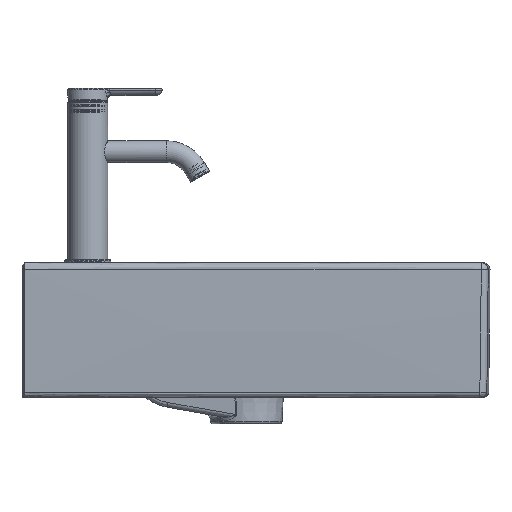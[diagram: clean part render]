
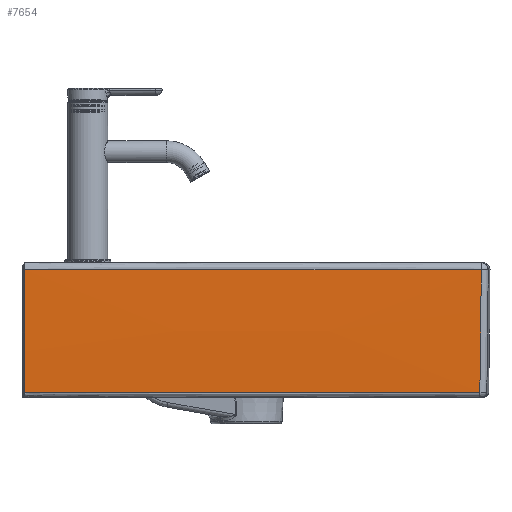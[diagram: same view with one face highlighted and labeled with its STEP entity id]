
A CAD part, front view. The second image highlights one B-rep face of the part: STEP entity #7654.
In plain terms, the highlighted free-form (B-spline) face has degree [3, 2] with [4, 3] control points.
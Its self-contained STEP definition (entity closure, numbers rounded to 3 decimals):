
#6977=CARTESIAN_POINT('',(2.7,-298.117,-130.105));
#6978=VERTEX_POINT('',#6977);
#6995=CARTESIAN_POINT('',(459.923,-298.142,-130.105));
#6996=VERTEX_POINT('',#6995);
#7004=CARTESIAN_POINT('',(2.7,-298.117,-130.105));
#7005=CARTESIAN_POINT('',(155.106,-298.822,-130.105));
#7006=CARTESIAN_POINT('',(307.517,-298.831,-130.105));
#7007=CARTESIAN_POINT('',(459.923,-298.142,-130.105));
#7008=B_SPLINE_CURVE_WITH_KNOTS('',3,(#7004,#7005,#7006,#7007),.UNSPECIFIED.,.F.,.U.,(4,4),(136.372,782.951),.UNSPECIFIED.);
#7009=EDGE_CURVE('',#6996,#6978,#7008,.F.);
#7606=CARTESIAN_POINT('',(461.282,-299.972,-7.061));
#7607=CARTESIAN_POINT('',(308.422,-300.667,-7.062));
#7608=CARTESIAN_POINT('',(155.559,-300.661,-7.062));
#7609=CARTESIAN_POINT('',(2.7,-299.953,-7.061));
#7610=CARTESIAN_POINT('',(461.282,-299.433,-68.589));
#7611=CARTESIAN_POINT('',(308.422,-300.127,-68.594));
#7612=CARTESIAN_POINT('',(155.559,-300.121,-68.594));
#7613=CARTESIAN_POINT('',(2.7,-299.414,-68.589));
#7614=CARTESIAN_POINT('',(461.282,-298.136,-130.106));
#7615=CARTESIAN_POINT('',(308.422,-298.831,-130.115));
#7616=CARTESIAN_POINT('',(155.559,-298.824,-130.115));
#7617=CARTESIAN_POINT('',(2.7,-298.117,-130.105));
#7625=(BOUNDED_SURFACE()B_SPLINE_SURFACE(3,2,((#7606,#7610,#7614),(#7607,#7611,#7615),(#7608,#7612,#7616),(#7609,#7613,#7617)),.SURF_OF_REVOLUTION.,.F.,.F.,.U.)B_SPLINE_SURFACE_WITH_KNOTS((4,4),(3,3),(78312.634,78771.217),(0.0,1.0),.UNSPECIFIED.)GEOMETRIC_REPRESENTATION_ITEM()RATIONAL_B_SPLINE_SURFACE(((1.0,1.,1.0),(1.0,1.,1.0),(1.0,1.,1.0),(1.0,1.,1.0)))REPRESENTATION_ITEM('')SURFACE());
#7626=CARTESIAN_POINT('',(461.282,-299.972,-7.061));
#7627=VERTEX_POINT('',#7626);
#7628=CARTESIAN_POINT('',(2.7,-299.953,-7.061));
#7629=VERTEX_POINT('',#7628);
#7630=CARTESIAN_POINT('',(2.7,-299.953,-7.061));
#7631=CARTESIAN_POINT('',(155.559,-300.661,-7.061));
#7632=CARTESIAN_POINT('',(308.422,-300.667,-7.061));
#7633=CARTESIAN_POINT('',(461.282,-299.972,-7.061));
#7634=B_SPLINE_CURVE_WITH_KNOTS('',3,(#7630,#7631,#7632,#7633),.UNSPECIFIED.,.F.,.U.,(4,4),(132.23,780.717),.UNSPECIFIED.);
#7635=EDGE_CURVE('',#7627,#7629,#7634,.F.);
#7636=ORIENTED_EDGE('',*,*,#7635,.T.);
#7637=CARTESIAN_POINT('',(2.7,9699.675,80.629));
#7638=DIRECTION('',(-1.0,0.0,0.0));
#7639=DIRECTION('',(0.0,1.0,0.0));
#7640=AXIS2_PLACEMENT_3D('',#7637,#7638,#7639);
#7641=CIRCLE('',#7640,10000.013);
#7642=EDGE_CURVE('',#6978,#7629,#7641,.T.);
#7643=ORIENTED_EDGE('',*,*,#7642,.F.);
#7644=ORIENTED_EDGE('',*,*,#7009,.F.);
#7645=CARTESIAN_POINT('',(-4561.831,4761.645,62.126));
#7646=DIRECTION('',(-0.71,-0.704,-0.003));
#7647=DIRECTION('',(0.704,-0.71,-0.01));
#7648=AXIS2_PLACEMENT_3D('',#7645,#7646,#7647);
#7649=CIRCLE('',#7648,7131.368);
#7650=EDGE_CURVE('',#6996,#7627,#7649,.T.);
#7651=ORIENTED_EDGE('',*,*,#7650,.T.);
#7652=EDGE_LOOP('',(#7636,#7643,#7644,#7651));
#7653=FACE_OUTER_BOUND('',#7652,.T.);
#7654=ADVANCED_FACE('',(#7653),#7625,.T.);
